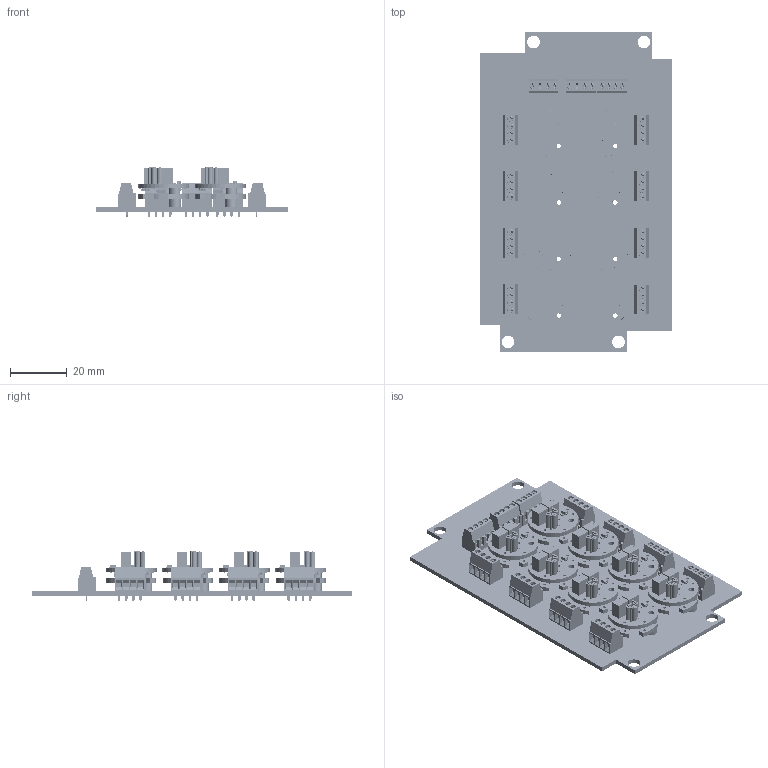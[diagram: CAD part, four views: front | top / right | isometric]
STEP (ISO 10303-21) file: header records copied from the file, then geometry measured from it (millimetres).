
FILE_DESCRIPTION(('Open CASCADE Model'),'2;1');
FILE_NAME('Open CASCADE Shape Model','2024-07-22T15:42:33',('Author'),( 'Open CASCADE'),'Open CASCADE STEP processor 7.5','Open CASCADE 7.5' ,'Unknown');
FILE_SCHEMA(('AUTOMOTIVE_DESIGN { 1 0 10303 214 1 1 1 1 }'));
Length unit declared in the file: millimetre
Products named in the file (111): PCB; Board; Open CASCADE STEP translator 7.5 1.1.1; V10; 9774030243R; X80; 10132797-011100LF; Y17; X70; Y16; X60; Y15; X50; Y14; X40; Y13; X30; Y12; X20; Y11; X10; X8; Wurth-691210910004; 691210910004; 6912109100xx_CAGE; 6912109100xx_PIN; 6912109100xx_VIS; X7; X6; X5; X4; X3; X2; X9; X12; X11; X1; Free-Models; AS1332B_Adaptor_V10; Open CASCADE STEP translator 7.5 3.1.1 ...
Assembly tree (170 placements, depth 8):
  PCB
    Board
      Open CASCADE STEP translator 7.5 1.1.1
    V10
      9774030243R
    X80
      10132797-011100LF
    Y17
      9774030243R
    X70
      10132797-011100LF
    Y16
      9774030243R
    X60
      10132797-011100LF
    Y15
      9774030243R
    X50
      10132797-011100LF
    Y14
      9774030243R
    X40
      10132797-011100LF
    Y13
      9774030243R
    X30
      10132797-011100LF
    Y12
      9774030243R
    X20
      10132797-011100LF
    Y11
      9774030243R
    X10
      10132797-011100LF
    X8
      Wurth-691210910004
        691210910004
        6912109100xx_CAGE  x4
        6912109100xx_PIN  x4
        6912109100xx_VIS  x4
    X7
      Wurth-691210910004
        691210910004
        6912109100xx_CAGE  x4
        6912109100xx_PIN  x4
        6912109100xx_VIS  x4
    X6
      Wurth-691210910004
        691210910004
        6912109100xx_CAGE  x4
        6912109100xx_PIN  x4
        6912109100xx_VIS  x4
    X5
      Wurth-691210910004
        691210910004
        6912109100xx_CAGE  x4
        6912109100xx_PIN  x4
        6912109100xx_VIS  x4
    X4
Bounding box: 68 x 113 x 17.7 mm (x, y, z)
Volume: 24005.4 mm3; surface area: 49116.4 mm2
Topology: 728 solids, 1352 shells, 26372 faces, 73668 edges, 47408 vertices
Faces by surface type: plane 18656, cylinder 4204, bspline 3272, torus 132, cone 108
Full cylindrical faces by diameter (mm): 0.6 x24, 0.7 x80, 1 x112, 1.3 x44, 1.5 x104, 1.567 x8, 1.7 x44, 1.86 x24, 2 x44, 2.1 x60, 2.2 x8, 2.8 x8, 3 x8, 4 x8, 4.35 x8, 4.5 x4, 18 x8
Entity records: 90415 total; most frequent: CARTESIAN_POINT 16598, ORIENTED_EDGE 13792, DIRECTION 12405, EDGE_CURVE 6998, LINE 5397, VECTOR 5397, VERTEX_POINT 4584, AXIS2_PLACEMENT_3D 3504
